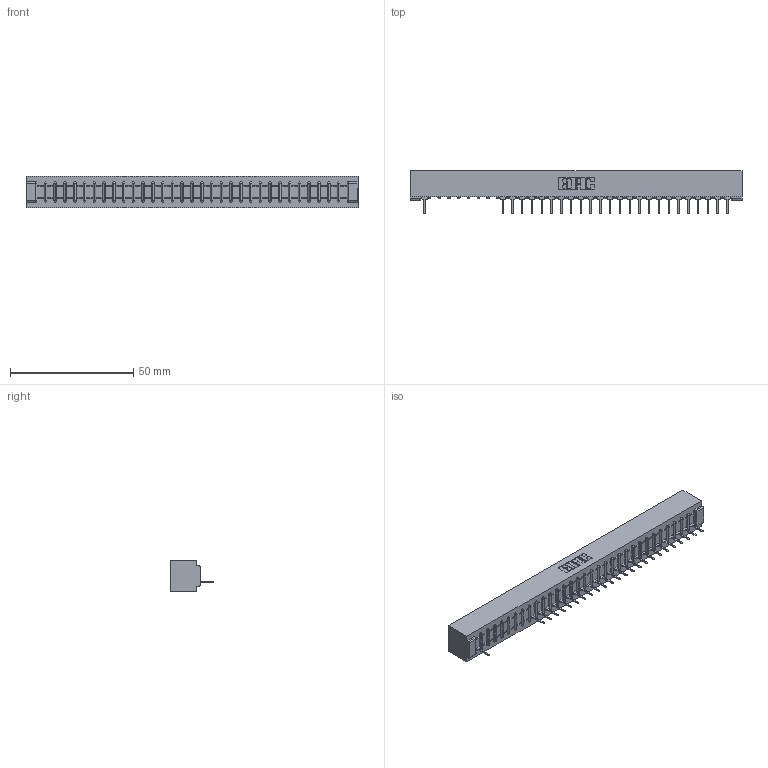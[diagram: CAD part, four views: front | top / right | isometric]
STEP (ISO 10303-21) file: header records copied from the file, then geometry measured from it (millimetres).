
FILE_DESCRIPTION (( 'STEP AP203' ), '1' );
FILE_NAME ('307-032-531-101.STEP', '2018-08-04T21:22:39', ( '' ), ( '' ), 'SwSTEP 2.0', 'SolidWorks 2016', '' );
FILE_SCHEMA (( 'CONFIG_CONTROL_DESIGN' ));
Length unit declared in the file: inch
Products named in the file (3): 307 Part_No Mounting Lugs; 307-290-001_531; 307-032-531-101
Assembly tree (26 placements, depth 2):
  307-032-531-101
    307 Part_No Mounting Lugs
    307-290-001_531  x25
Bounding box: 134.67 x 17.42 x 12.7 mm (x, y, z)
Volume: 14285.4 mm3; surface area: 14198.9 mm2
Topology: 26 solids, 26 shells, 1683 faces, 4797 edges, 3074 vertices
Faces by surface type: plane 1075, cylinder 542, sphere 66
Entity records: 28132 total; most frequent: CARTESIAN_POINT 4765, ORIENTED_EDGE 4758, DIRECTION 4631, EDGE_CURVE 2379, VECTOR 1823, LINE 1823, VERTEX_POINT 1538, AXIS2_PLACEMENT_3D 1404
